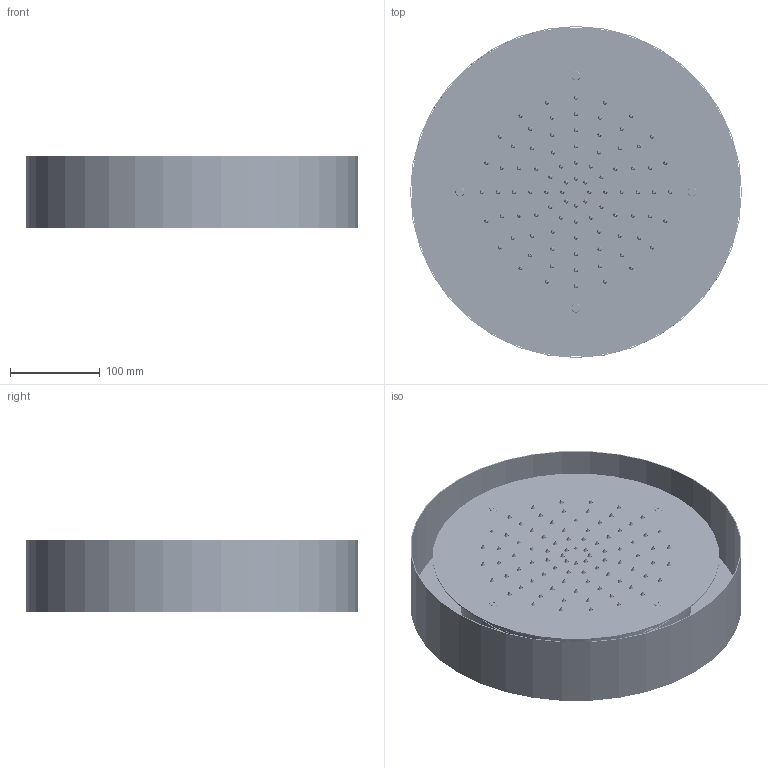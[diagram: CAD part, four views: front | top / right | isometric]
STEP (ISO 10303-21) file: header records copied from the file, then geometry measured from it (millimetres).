
FILE_DESCRIPTION(('STEP AP214'),'1');
FILE_NAME('Art.67521.stp','2021-07-27T07:10:30',(' '),(' '),'Spatial InterOp 3D',' ',' ');
FILE_SCHEMA(('AUTOMOTIVE_DESIGN { 1 0 10303 214 1 1 1 1 }'));
Length unit declared in the file: millimetre
Products named in the file (241): S.00317; ASSEM1; 23317; 22888; S.00311; S.00104; 22886; 22885; Art.67521; 23316; 23315; 22890; 22889; 22884; S.00185; STRIPS1000RGB; Seg. Guaina; Seg. LED; S.00182; 22887; T.RA063; P.00100; 21935; T.RA141; 24266; 24400; 24401
Assembly tree (423 placements, depth 4):
  Art.67521
    23317
      S.00317  x16
        ASSEM1
        S.00317
      22888  x4
      S.00311  x12
        ASSEM1
        (unnamed)
        (unnamed)
        (unnamed)
        (unnamed)
        S.00311
      S.00104  x4
        ASSEM1
        (unnamed)
        S.00104
      22886  x4
        ASSEM1
        (unnamed)
        22886
      22885
    23316
      23315  x4
      22890
        ASSEM1
        (unnamed)
        22890
      S.00104  x8
        ASSEM1
        (unnamed)
        S.00104
      22889  x4
        ASSEM1
        22889
      22884
    S.00185  x8
      ASSEM1
      (unnamed)
      (unnamed)
      (unnamed)
      (unnamed)
      (unnamed)
      S.00185
    STRIPS1000RGB  x16
      ASSEM1
      Seg. Guaina
      Seg. LED
    S.00182  x12
    22887  x12
    T.RA063  x4
      ASSEM1
      T.RA063
    21935
      P.00100  x88
        ASSEM1
        (unnamed)
        (unnamed)
        P.00100
      (unnamed)
Bounding box: 370 x 370 x 80 mm (x, y, z)
Volume: 572726.2 mm3; surface area: 1017756.4 mm2
Topology: 219 solids, 219 shells, 6660 faces, 16377 edges, 10494 vertices
Faces by surface type: plane 3312, cylinder 2038, torus 1045, cone 176, sphere 72, bspline 17
Full cylindrical faces by diameter (mm): 0.4 x12, 1.5 x88, 1.7 x88, 2.5 x12, 2.6 x16, 3 x60, 3.1 x88, 3.3 x88, 3.4 x12, 4.2 x12, 4.3 x12, 4.8 x16, 5 x200, 5.2 x32, 6.5 x12, 6.9 x12, 7 x4, 8 x8, 8.2 x12, 10 x92, 14 x1, 16.4 x1, 18.631 x2, 28 x1, 28.2 x1, 30 x1, 250 x2, 320 x1
Entity records: 100797 total; most frequent: DIRECTION 12948, CARTESIAN_POINT 12609, ORIENTED_EDGE 11040, EDGE_CURVE 5520, AXIS2_PLACEMENT_3D 4669, VERTEX_POINT 3618, LINE 3610, VECTOR 3610
